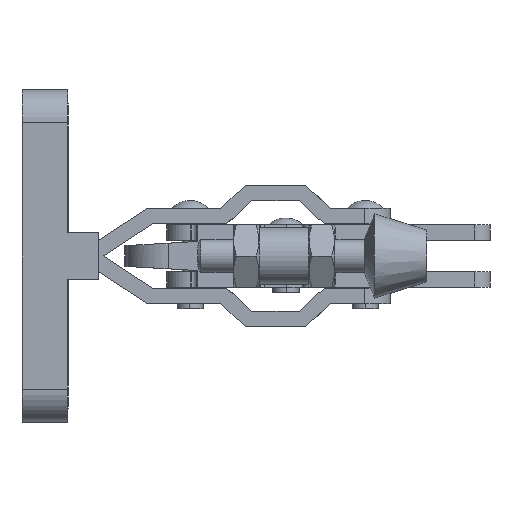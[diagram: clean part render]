
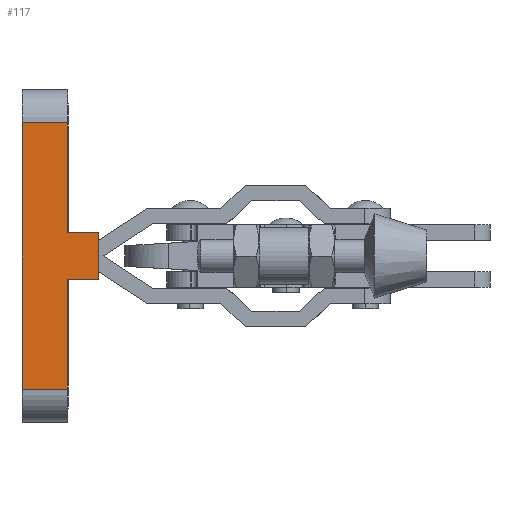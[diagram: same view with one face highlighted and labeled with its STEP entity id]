
A CAD part, left-side view. The second image highlights one B-rep face of the part: STEP entity #117.
In plain terms, the highlighted planar face has unit normal (-1, 0.003, 0).
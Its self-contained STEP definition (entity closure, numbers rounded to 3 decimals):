
#54 = VECTOR ( 'NONE', #7128, 1000. ) ;
#117 = ADVANCED_FACE ( 'NONE', ( #7845 ), #9300, .T. ) ;
#120 = CARTESIAN_POINT ( 'NONE',  ( -26.21, 69.055, -26.815 ) ) ;
#250 = CARTESIAN_POINT ( 'NONE',  ( -26.185, 77.875, -26.815 ) ) ;
#320 = DIRECTION ( 'NONE',  ( 0., 0., 1. ) ) ;
#325 = CARTESIAN_POINT ( 'NONE',  ( -26.21, 69.055, 24.385 ) ) ;
#340 = ORIENTED_EDGE ( 'NONE', *, *, #4975, .T. ) ;
#657 = LINE ( 'NONE', #3434, #6351 ) ;
#744 = EDGE_CURVE ( 'NONE', #6003, #9746, #5403, .T. ) ;
#757 = VERTEX_POINT ( 'NONE', #9699 ) ;
#1120 = CARTESIAN_POINT ( 'NONE',  ( -26.21, 69.055, -26.815 ) ) ;
#1150 = CARTESIAN_POINT ( 'NONE',  ( -26.21, 69.055, 30.785 ) ) ;
#1164 = LINE ( 'NONE', #1120, #9177 ) ;
#1360 = VECTOR ( 'NONE', #2696, 1000. ) ;
#1545 = LINE ( 'NONE', #6640, #7007 ) ;
#1669 = CARTESIAN_POINT ( 'NONE',  ( -26.21, 69.055, -5.715 ) ) ;
#1701 = LINE ( 'NONE', #4392, #7665 ) ;
#1961 = VERTEX_POINT ( 'NONE', #3440 ) ;
#2065 = ORIENTED_EDGE ( 'NONE', *, *, #7966, .T. ) ;
#2207 = DIRECTION ( 'NONE',  ( -0.003, -1., 0. ) ) ;
#2234 = ORIENTED_EDGE ( 'NONE', *, *, #744, .T. ) ;
#2408 = EDGE_CURVE ( 'NONE', #7904, #6468, #1164, .T. ) ;
#2412 = ORIENTED_EDGE ( 'NONE', *, *, #6627, .T. ) ;
#2577 = CARTESIAN_POINT ( 'NONE',  ( -26.21, 69.055, -5.715 ) ) ;
#2668 = EDGE_CURVE ( 'NONE', #1961, #5231, #8330, .T. ) ;
#2696 = DIRECTION ( 'NONE',  ( 0., 0., 1. ) ) ;
#3378 = EDGE_LOOP ( 'NONE', ( #4041, #6955, #5087, #2234, #2412, #3432, #2065, #340 ) ) ;
#3432 = ORIENTED_EDGE ( 'NONE', *, *, #2668, .T. ) ;
#3434 = CARTESIAN_POINT ( 'NONE',  ( -26.227, 63.175, -5.715 ) ) ;
#3440 = CARTESIAN_POINT ( 'NONE',  ( -26.227, 63.175, 3.285 ) ) ;
#3548 = VERTEX_POINT ( 'NONE', #7691 ) ;
#4041 = ORIENTED_EDGE ( 'NONE', *, *, #4590, .T. ) ;
#4392 = CARTESIAN_POINT ( 'NONE',  ( -26.185, 77.875, -33.215 ) ) ;
#4456 = CARTESIAN_POINT ( 'NONE',  ( -26.21, 69.055, 3.285 ) ) ;
#4590 = EDGE_CURVE ( 'NONE', #3548, #7904, #1701, .T. ) ;
#4975 = EDGE_CURVE ( 'NONE', #757, #3548, #5247, .T. ) ;
#5087 = ORIENTED_EDGE ( 'NONE', *, *, #5760, .T. ) ;
#5231 = VERTEX_POINT ( 'NONE', #6759 ) ;
#5247 = LINE ( 'NONE', #325, #5475 ) ;
#5403 = LINE ( 'NONE', #2577, #7214 ) ;
#5475 = VECTOR ( 'NONE', #8879, 1000. ) ;
#5760 = EDGE_CURVE ( 'NONE', #6468, #6003, #1545, .T. ) ;
#6003 = VERTEX_POINT ( 'NONE', #1669 ) ;
#6351 = VECTOR ( 'NONE', #320, 1000. ) ;
#6468 = VERTEX_POINT ( 'NONE', #120 ) ;
#6627 = EDGE_CURVE ( 'NONE', #9746, #1961, #657, .T. ) ;
#6640 = CARTESIAN_POINT ( 'NONE',  ( -26.21, 69.055, -33.215 ) ) ;
#6759 = CARTESIAN_POINT ( 'NONE',  ( -26.21, 69.055, 3.285 ) ) ;
#6955 = ORIENTED_EDGE ( 'NONE', *, *, #2408, .T. ) ;
#7007 = VECTOR ( 'NONE', #7422, 1000. ) ;
#7045 = LINE ( 'NONE', #1150, #1360 ) ;
#7128 = DIRECTION ( 'NONE',  ( 0.003, 1., 0. ) ) ;
#7155 = DIRECTION ( 'NONE',  ( -0.003, -1., 0. ) ) ;
#7214 = VECTOR ( 'NONE', #7155, 1000. ) ;
#7422 = DIRECTION ( 'NONE',  ( 0., 0., 1. ) ) ;
#7665 = VECTOR ( 'NONE', #9763, 1000. ) ;
#7691 = CARTESIAN_POINT ( 'NONE',  ( -26.185, 77.875, 24.385 ) ) ;
#7845 = FACE_OUTER_BOUND ( 'NONE', #3378, .T. ) ;
#7904 = VERTEX_POINT ( 'NONE', #250 ) ;
#7929 = CARTESIAN_POINT ( 'NONE',  ( -26.21, 69.055, 3.285 ) ) ;
#7966 = EDGE_CURVE ( 'NONE', #5231, #757, #7045, .T. ) ;
#8330 = LINE ( 'NONE', #7929, #54 ) ;
#8879 = DIRECTION ( 'NONE',  ( 0.003, 1., 0. ) ) ;
#9177 = VECTOR ( 'NONE', #2207, 1000. ) ;
#9300 = PLANE ( 'NONE',  #9536 ) ;
#9536 = AXIS2_PLACEMENT_3D ( 'NONE', #4456, #9846, #9983 ) ;
#9547 = CARTESIAN_POINT ( 'NONE',  ( -26.227, 63.175, -5.715 ) ) ;
#9699 = CARTESIAN_POINT ( 'NONE',  ( -26.21, 69.055, 24.385 ) ) ;
#9746 = VERTEX_POINT ( 'NONE', #9547 ) ;
#9763 = DIRECTION ( 'NONE',  ( 0., 0., -1. ) ) ;
#9846 = DIRECTION ( 'NONE',  ( -1., 0.003, 0. ) ) ;
#9983 = DIRECTION ( 'NONE',  ( 0.003, 1., 0. ) ) ;
